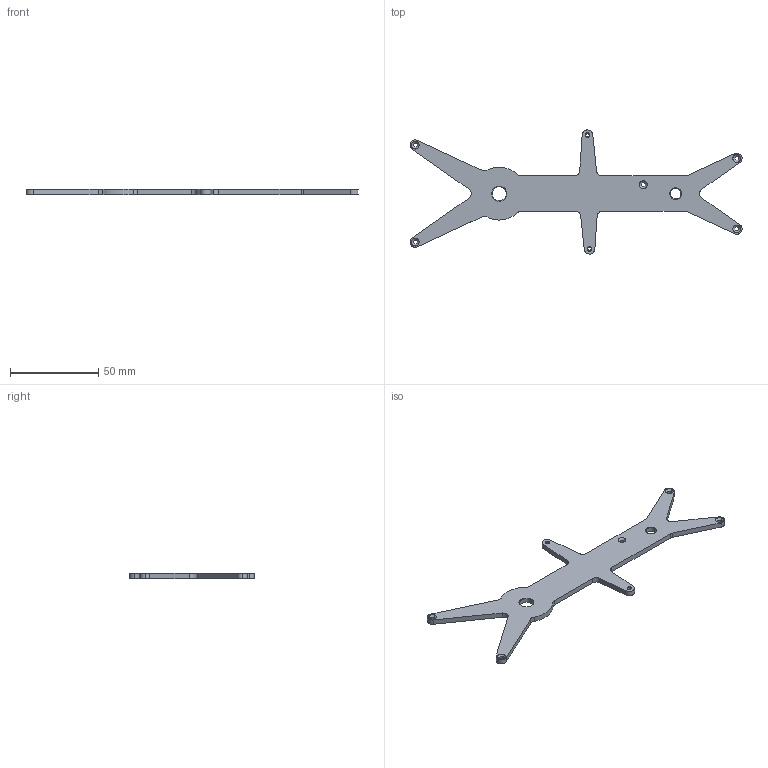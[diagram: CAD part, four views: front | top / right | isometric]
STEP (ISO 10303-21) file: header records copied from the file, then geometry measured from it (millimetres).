
FILE_DESCRIPTION (( 'STEP AP203' ), '1' );
FILE_NAME ('CTT0018.STEP', '2019-09-09T18:21:43', ( '' ), ( '' ), 'SwSTEP 2.0', 'SolidWorks 2016', '' );
FILE_SCHEMA (( 'CONFIG_CONTROL_DESIGN' ));
Length unit declared in the file: millimetre
Products named in the file (1): CTT0018
Bounding box: 188.26 x 70.47 x 3 mm (x, y, z)
Volume: 12703.7 mm3; surface area: 10652.9 mm2
Topology: 1 solids, 1 shells, 85 faces, 223 edges, 140 vertices
Faces by surface type: cylinder 41, cone 26, plane 18
Entity records: 2750 total; most frequent: DIRECTION 503, CARTESIAN_POINT 449, ORIENTED_EDGE 446, EDGE_CURVE 223, AXIS2_PLACEMENT_3D 194, VERTEX_POINT 140, VECTOR 115, LINE 115
